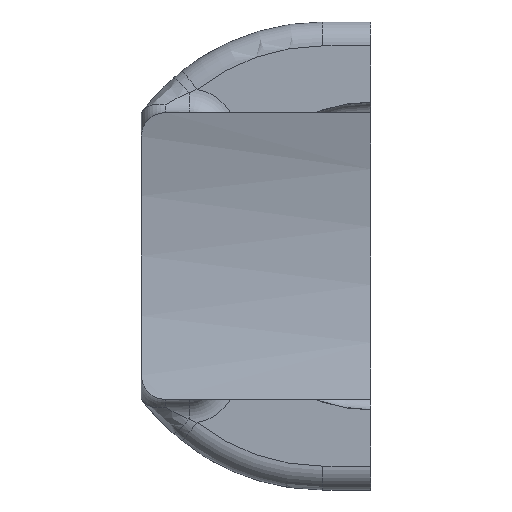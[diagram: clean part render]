
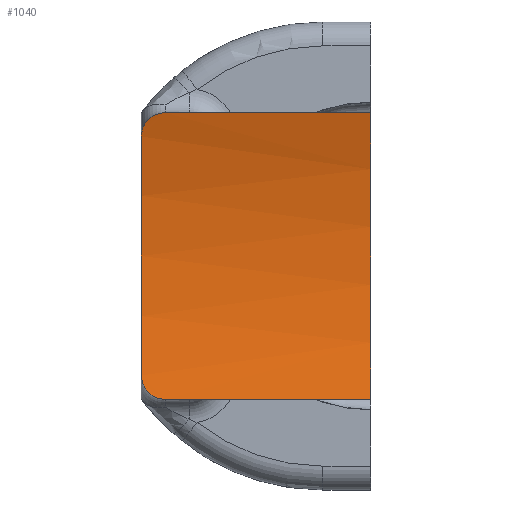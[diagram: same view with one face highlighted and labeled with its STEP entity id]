
A CAD part, left-side view. The second image highlights one B-rep face of the part: STEP entity #1040.
In plain terms, the highlighted cylindrical face has radius 102 mm (diameter 204 mm), a partial arc.
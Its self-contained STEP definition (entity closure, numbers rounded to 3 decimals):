
#57=LINE('',#1795,#118);
#58=LINE('',#1820,#119);
#118=VECTOR('',#1267,1000.);
#119=VECTOR('',#1270,1000.);
#178=CYLINDRICAL_SURFACE('',#1122,102.);
#205=FACE_OUTER_BOUND('',#269,.T.);
#269=EDGE_LOOP('',(#707,#708,#709,#710,#711,#712));
#337=B_SPLINE_CURVE_WITH_KNOTS('',3,(#1797,#1798,#1799,#1800,#1801,#1802,
#1803,#1804,#1805,#1806),.UNSPECIFIED.,.F.,.F.,(4,2,2,2,4),(-1.531,
-1.343,-1.155,-0.959,-0.763),
 .UNSPECIFIED.);
#338=B_SPLINE_CURVE_WITH_KNOTS('',3,(#1810,#1811,#1812,#1813,#1814,#1815,
#1816,#1817,#1818,#1819),.UNSPECIFIED.,.F.,.F.,(4,2,2,2,4),(-0.768,
-0.572,-0.376,-0.188,0.),
 .UNSPECIFIED.);
#369=CIRCLE('',#1123,102.);
#370=CIRCLE('',#1124,102.);
#439=VERTEX_POINT('',#1791);
#440=VERTEX_POINT('',#1792);
#441=VERTEX_POINT('',#1794);
#442=VERTEX_POINT('',#1796);
#443=VERTEX_POINT('',#1807);
#444=VERTEX_POINT('',#1809);
#542=EDGE_CURVE('',#439,#440,#369,.T.);
#543=EDGE_CURVE('',#440,#441,#57,.T.);
#544=EDGE_CURVE('',#441,#442,#337,.T.);
#545=EDGE_CURVE('',#443,#442,#370,.T.);
#546=EDGE_CURVE('',#443,#444,#338,.T.);
#547=EDGE_CURVE('',#439,#444,#58,.T.);
#707=ORIENTED_EDGE('',*,*,#542,.T.);
#708=ORIENTED_EDGE('',*,*,#543,.T.);
#709=ORIENTED_EDGE('',*,*,#544,.T.);
#710=ORIENTED_EDGE('',*,*,#545,.F.);
#711=ORIENTED_EDGE('',*,*,#546,.T.);
#712=ORIENTED_EDGE('',*,*,#547,.F.);
#1040=ADVANCED_FACE('',(#205),#178,.F.);
#1122=AXIS2_PLACEMENT_3D('',#1790,#1263,#1264);
#1123=AXIS2_PLACEMENT_3D('',#1793,#1265,#1266);
#1124=AXIS2_PLACEMENT_3D('',#1808,#1268,#1269);
#1263=DIRECTION('center_axis',(1.,0.,0.));
#1264=DIRECTION('ref_axis',(0.,0.,-1.));
#1265=DIRECTION('center_axis',(-1.,0.,0.));
#1266=DIRECTION('ref_axis',(0.,0.,-1.));
#1267=DIRECTION('',(1.,0.,0.));
#1268=DIRECTION('center_axis',(-1.,0.,0.));
#1269=DIRECTION('ref_axis',(0.,0.,-1.));
#1270=DIRECTION('',(1.,0.,0.));
#1790=CARTESIAN_POINT('Origin',(33.,0.,157.488));
#1791=CARTESIAN_POINT('',(0.,30.,60.));
#1792=CARTESIAN_POINT('',(0.,-30.,60.));
#1793=CARTESIAN_POINT('Origin',(0.,0.,157.488));
#1794=CARTESIAN_POINT('',(43.,-30.,60.));
#1795=CARTESIAN_POINT('',(33.,-30.,60.));
#1796=CARTESIAN_POINT('',(48.,-25.,58.6));
#1797=CARTESIAN_POINT('Ctrl Pts',(43.,-30.,60.));
#1798=CARTESIAN_POINT('Ctrl Pts',(43.627,-30.,60.));
#1799=CARTESIAN_POINT('Ctrl Pts',(44.294,-29.875,59.961));
#1800=CARTESIAN_POINT('Ctrl Pts',(45.516,-29.371,59.808));
#1801=CARTESIAN_POINT('Ctrl Pts',(46.072,-28.993,59.695));
#1802=CARTESIAN_POINT('Ctrl Pts',(46.964,-28.113,59.438));
#1803=CARTESIAN_POINT('Ctrl Pts',(47.355,-27.546,59.276));
#1804=CARTESIAN_POINT('Ctrl Pts',(47.873,-26.306,58.937));
#1805=CARTESIAN_POINT('Ctrl Pts',(48.,-25.632,58.759));
#1806=CARTESIAN_POINT('Ctrl Pts',(48.,-25.,58.6));
#1807=CARTESIAN_POINT('',(48.,25.,58.6));
#1808=CARTESIAN_POINT('Origin',(48.,0.,157.488));
#1809=CARTESIAN_POINT('',(43.,30.,60.));
#1810=CARTESIAN_POINT('Ctrl Pts',(48.,25.,58.6));
#1811=CARTESIAN_POINT('Ctrl Pts',(48.,25.632,58.759));
#1812=CARTESIAN_POINT('Ctrl Pts',(47.873,26.306,58.937));
#1813=CARTESIAN_POINT('Ctrl Pts',(47.355,27.546,59.276));
#1814=CARTESIAN_POINT('Ctrl Pts',(46.964,28.113,59.438));
#1815=CARTESIAN_POINT('Ctrl Pts',(46.072,28.993,59.695));
#1816=CARTESIAN_POINT('Ctrl Pts',(45.516,29.371,59.808));
#1817=CARTESIAN_POINT('Ctrl Pts',(44.294,29.875,59.961));
#1818=CARTESIAN_POINT('Ctrl Pts',(43.627,30.,60.));
#1819=CARTESIAN_POINT('Ctrl Pts',(43.,30.,60.));
#1820=CARTESIAN_POINT('',(33.,30.,60.));
